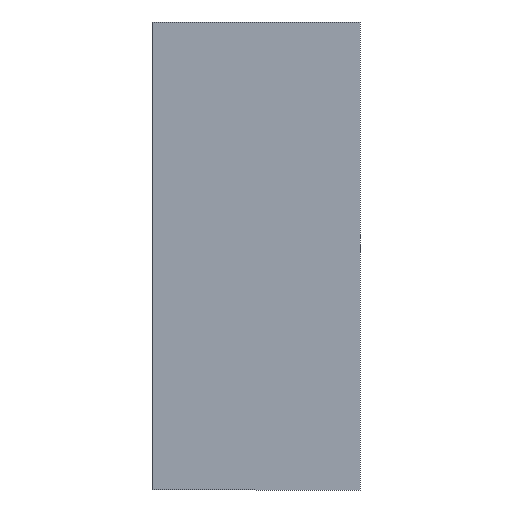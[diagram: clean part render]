
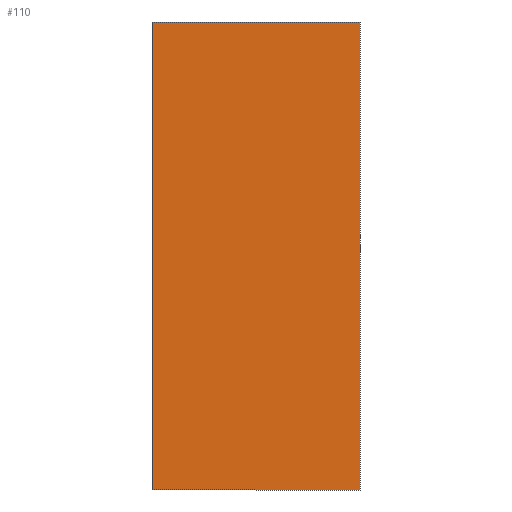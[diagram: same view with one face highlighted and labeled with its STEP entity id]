
A CAD part, front view. The second image highlights one B-rep face of the part: STEP entity #110.
In plain terms, the highlighted planar face has unit normal (0, -1, 0).
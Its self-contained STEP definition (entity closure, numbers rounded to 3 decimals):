
#6 = EDGE_CURVE ( 'NONE', #173, #11, #205, .T. ) ;
#7 = VECTOR ( 'NONE', #187, 1000. ) ;
#8 = ORIENTED_EDGE ( 'NONE', *, *, #53, .F. ) ;
#11 = VERTEX_POINT ( 'NONE', #206 ) ;
#14 = AXIS2_PLACEMENT_3D ( 'NONE', #145, #30, #86 ) ;
#15 = CARTESIAN_POINT ( 'NONE',  ( 12., 0., 27. ) ) ;
#24 = CARTESIAN_POINT ( 'NONE',  ( 12., 0., 27. ) ) ;
#26 = VERTEX_POINT ( 'NONE', #67 ) ;
#30 = DIRECTION ( 'NONE',  ( 0., 1., 0. ) ) ;
#41 = CARTESIAN_POINT ( 'NONE',  ( 12., 0., 27. ) ) ;
#51 = EDGE_CURVE ( 'NONE', #11, #81, #118, .T. ) ;
#53 = EDGE_CURVE ( 'NONE', #26, #173, #185, .T. ) ;
#63 = ORIENTED_EDGE ( 'NONE', *, *, #233, .F. ) ;
#65 = DIRECTION ( 'NONE',  ( 0., 0., -1. ) ) ;
#67 = CARTESIAN_POINT ( 'NONE',  ( -12., 0., 27. ) ) ;
#81 = VERTEX_POINT ( 'NONE', #213 ) ;
#86 = DIRECTION ( 'NONE',  ( 0., 0., 1. ) ) ;
#90 = DIRECTION ( 'NONE',  ( 0., 0., 1. ) ) ;
#98 = VECTOR ( 'NONE', #90, 1000. ) ;
#99 = DIRECTION ( 'NONE',  ( 1., 0., 0. ) ) ;
#102 = VECTOR ( 'NONE', #99, 1000. ) ;
#103 = ORIENTED_EDGE ( 'NONE', *, *, #6, .F. ) ;
#107 = CARTESIAN_POINT ( 'NONE',  ( -12., 0., 27. ) ) ;
#110 = ADVANCED_FACE ( 'NONE', ( #210 ), #111, .F. ) ;
#111 = PLANE ( 'NONE',  #14 ) ;
#118 = LINE ( 'NONE', #120, #7 ) ;
#120 = CARTESIAN_POINT ( 'NONE',  ( 12., 0., -27. ) ) ;
#137 = ORIENTED_EDGE ( 'NONE', *, *, #51, .F. ) ;
#145 = CARTESIAN_POINT ( 'NONE',  ( 0., 0., 0. ) ) ;
#152 = VECTOR ( 'NONE', #65, 1000. ) ;
#159 = LINE ( 'NONE', #107, #98 ) ;
#173 = VERTEX_POINT ( 'NONE', #15 ) ;
#185 = LINE ( 'NONE', #24, #102 ) ;
#187 = DIRECTION ( 'NONE',  ( -1., 0., 0. ) ) ;
#189 = EDGE_LOOP ( 'NONE', ( #63, #137, #103, #8 ) ) ;
#205 = LINE ( 'NONE', #41, #152 ) ;
#206 = CARTESIAN_POINT ( 'NONE',  ( 12., 0., -27. ) ) ;
#210 = FACE_OUTER_BOUND ( 'NONE', #189, .T. ) ;
#213 = CARTESIAN_POINT ( 'NONE',  ( -12., 0., -27. ) ) ;
#233 = EDGE_CURVE ( 'NONE', #81, #26, #159, .T. ) ;
